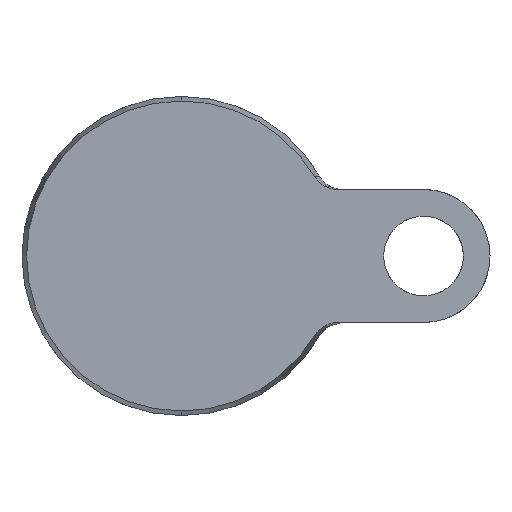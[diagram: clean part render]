
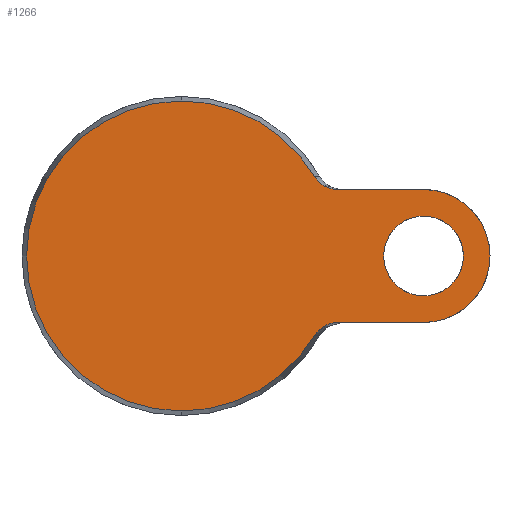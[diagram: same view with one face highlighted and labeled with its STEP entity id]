
A CAD part, front view. The second image highlights one B-rep face of the part: STEP entity #1266.
In plain terms, the highlighted planar face has unit normal (0, -1, 0).
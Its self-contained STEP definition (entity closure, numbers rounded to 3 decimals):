
#33 = DIRECTION ( 'NONE',  ( 0., 0., 1. ) ) ;
#38 = ORIENTED_EDGE ( 'NONE', *, *, #916, .T. ) ;
#47 = VECTOR ( 'NONE', #475, 1000. ) ;
#49 = DIRECTION ( 'NONE',  ( 0., 0., -1. ) ) ;
#52 = ORIENTED_EDGE ( 'NONE', *, *, #239, .T. ) ;
#57 = DIRECTION ( 'NONE',  ( 0., -1., 0. ) ) ;
#62 = VERTEX_POINT ( 'NONE', #935 ) ;
#70 = AXIS2_PLACEMENT_3D ( 'NONE', #1021, #57, #49 ) ;
#75 = CARTESIAN_POINT ( 'NONE',  ( 26.146, 0., -13.64 ) ) ;
#83 = LINE ( 'NONE', #1019, #247 ) ;
#95 = EDGE_CURVE ( 'NONE', #839, #62, #1342, .T. ) ;
#96 = CARTESIAN_POINT ( 'NONE',  ( 45.5, 0., 0. ) ) ;
#104 = CARTESIAN_POINT ( 'NONE',  ( 25.507, 0., 14.24 ) ) ;
#141 = CIRCLE ( 'NONE', #70, 29.143 ) ;
#164 = LINE ( 'NONE', #905, #47 ) ;
#182 = CIRCLE ( 'NONE', #553, 29.143 ) ;
#185 = CARTESIAN_POINT ( 'NONE',  ( 28.503, 0., -12.556 ) ) ;
#190 = VERTEX_POINT ( 'NONE', #1237 ) ;
#200 = DIRECTION ( 'NONE',  ( 0., 0., 1. ) ) ;
#206 = CARTESIAN_POINT ( 'NONE',  ( 28.502, 0., 12.556 ) ) ;
#212 = CARTESIAN_POINT ( 'NONE',  ( 26.495, 0., 13.38 ) ) ;
#224 = CIRCLE ( 'NONE', #1318, 29.143 ) ;
#230 = CARTESIAN_POINT ( 'NONE',  ( -29.143, 0., 0. ) ) ;
#233 = ORIENTED_EDGE ( 'NONE', *, *, #282, .T. ) ;
#238 = VERTEX_POINT ( 'NONE', #726 ) ;
#239 = EDGE_CURVE ( 'NONE', #190, #897, #857, .T. ) ;
#240 = EDGE_CURVE ( 'NONE', #457, #1309, #684, .T. ) ;
#247 = VECTOR ( 'NONE', #1220, 1000. ) ;
#282 = EDGE_CURVE ( 'NONE', #897, #1289, #182, .T. ) ;
#285 = CARTESIAN_POINT ( 'NONE',  ( 25.237, 0., -14.58 ) ) ;
#325 = CARTESIAN_POINT ( 'NONE',  ( 45.5, 0., 0. ) ) ;
#362 = ORIENTED_EDGE ( 'NONE', *, *, #438, .T. ) ;
#366 = CARTESIAN_POINT ( 'NONE',  ( 0., 0., 0. ) ) ;
#385 = EDGE_CURVE ( 'NONE', #190, #457, #164, .T. ) ;
#392 = DIRECTION ( 'NONE',  ( 0., 1., 0. ) ) ;
#436 = CARTESIAN_POINT ( 'NONE',  ( 26.144, 0., 13.642 ) ) ;
#438 = EDGE_CURVE ( 'NONE', #1289, #947, #224, .T. ) ;
#441 = CARTESIAN_POINT ( 'NONE',  ( 0., 0., 29.143 ) ) ;
#443 = CARTESIAN_POINT ( 'NONE',  ( 28.933, 0., 12.5 ) ) ;
#457 = VERTEX_POINT ( 'NONE', #989 ) ;
#475 = DIRECTION ( 'NONE',  ( 1., 0., 0. ) ) ;
#526 = CARTESIAN_POINT ( 'NONE',  ( 25.976, 0., 13.785 ) ) ;
#528 = DIRECTION ( 'NONE',  ( 0., 1., 0. ) ) ;
#541 = FACE_BOUND ( 'NONE', #716, .T. ) ;
#553 = AXIS2_PLACEMENT_3D ( 'NONE', #1056, #1171, #643 ) ;
#554 = DIRECTION ( 'NONE',  ( 0., -1., 0. ) ) ;
#573 = EDGE_CURVE ( 'NONE', #1309, #238, #83, .T. ) ;
#587 = CARTESIAN_POINT ( 'NONE',  ( 27.255, 0., -12.953 ) ) ;
#593 = CARTESIAN_POINT ( 'NONE',  ( 27.662, 0., -12.789 ) ) ;
#599 = DIRECTION ( 'NONE',  ( 0., 0., 1. ) ) ;
#625 = CARTESIAN_POINT ( 'NONE',  ( 27.869, 0., 12.721 ) ) ;
#628 = EDGE_LOOP ( 'NONE', ( #1357, #52, #233, #362, #785, #38, #675, #1279 ) ) ;
#635 = CARTESIAN_POINT ( 'NONE',  ( 27.253, 0., 12.954 ) ) ;
#643 = DIRECTION ( 'NONE',  ( 0., 0., -1. ) ) ;
#675 = ORIENTED_EDGE ( 'NONE', *, *, #573, .F. ) ;
#680 = EDGE_CURVE ( 'NONE', #62, #839, #999, .T. ) ;
#683 = CARTESIAN_POINT ( 'NONE',  ( 26.497, 0., -13.379 ) ) ;
#684 = CIRCLE ( 'NONE', #1094, 12.5 ) ;
#703 = CARTESIAN_POINT ( 'NONE',  ( 26.862, 0., -13.142 ) ) ;
#716 = EDGE_LOOP ( 'NONE', ( #808, #856 ) ) ;
#726 = CARTESIAN_POINT ( 'NONE',  ( 29.374, 0., -12.5 ) ) ;
#785 = ORIENTED_EDGE ( 'NONE', *, *, #1333, .T. ) ;
#805 = CARTESIAN_POINT ( 'NONE',  ( 25.011, 0., -14.959 ) ) ;
#808 = ORIENTED_EDGE ( 'NONE', *, *, #95, .T. ) ;
#839 = VERTEX_POINT ( 'NONE', #881 ) ;
#854 = CARTESIAN_POINT ( 'NONE',  ( 45.5, 0., 0. ) ) ;
#856 = ORIENTED_EDGE ( 'NONE', *, *, #680, .T. ) ;
#857 = B_SPLINE_CURVE_WITH_KNOTS ( 'NONE', 3,
 ( #1154, #443, #206, #625, #1164, #635, #1080, #1064, #212, #436, #526, #104, #974, #872 ),
 .UNSPECIFIED., .F., .F.,
 ( 4, 2, 2, 2, 2, 2, 4 ),
 ( 0., 0.001, 0.002, 0.003, 0.003, 0.004, 0.005 ),
 .UNSPECIFIED. ) ;
#858 = CARTESIAN_POINT ( 'NONE',  ( 45.5, 0., -12.5 ) ) ;
#872 = CARTESIAN_POINT ( 'NONE',  ( 25.011, 0., 14.959 ) ) ;
#881 = CARTESIAN_POINT ( 'NONE',  ( 45.5, 0., -7.5 ) ) ;
#897 = VERTEX_POINT ( 'NONE', #1205 ) ;
#901 = CARTESIAN_POINT ( 'NONE',  ( 25.508, 0., -14.24 ) ) ;
#905 = CARTESIAN_POINT ( 'NONE',  ( 15., 0., 12.5 ) ) ;
#916 = EDGE_CURVE ( 'NONE', #1012, #238, #986, .T. ) ;
#935 = CARTESIAN_POINT ( 'NONE',  ( 45.5, 0., 7.5 ) ) ;
#947 = VERTEX_POINT ( 'NONE', #1035 ) ;
#961 = AXIS2_PLACEMENT_3D ( 'NONE', #854, #528, #200 ) ;
#974 = CARTESIAN_POINT ( 'NONE',  ( 25.237, 0., 14.58 ) ) ;
#979 = AXIS2_PLACEMENT_3D ( 'NONE', #96, #392, #599 ) ;
#985 = DIRECTION ( 'NONE',  ( 0., 0., -1. ) ) ;
#986 = B_SPLINE_CURVE_WITH_KNOTS ( 'NONE', 3,
 ( #1086, #285, #901, #1337, #75, #683, #703, #587, #593, #1137, #185, #1129, #1324 ),
 .UNSPECIFIED., .F., .F.,
 ( 4, 2, 2, 1, 2, 2, 4 ),
 ( 0., 0.001, 0.002, 0.003, 0.003, 0.004, 0.005 ),
 .UNSPECIFIED. ) ;
#989 = CARTESIAN_POINT ( 'NONE',  ( 45.5, 0., 12.5 ) ) ;
#999 = CIRCLE ( 'NONE', #961, 7.5 ) ;
#1012 = VERTEX_POINT ( 'NONE', #805 ) ;
#1019 = CARTESIAN_POINT ( 'NONE',  ( 15., 0., -12.5 ) ) ;
#1021 = CARTESIAN_POINT ( 'NONE',  ( 0., 0., 0. ) ) ;
#1035 = CARTESIAN_POINT ( 'NONE',  ( 0., 0., -29.143 ) ) ;
#1056 = CARTESIAN_POINT ( 'NONE',  ( 0., 0., 0. ) ) ;
#1064 = CARTESIAN_POINT ( 'NONE',  ( 26.678, 0., 13.261 ) ) ;
#1070 = DIRECTION ( 'NONE',  ( 0., 1., 0. ) ) ;
#1078 = AXIS2_PLACEMENT_3D ( 'NONE', #230, #1079, #33 ) ;
#1079 = DIRECTION ( 'NONE',  ( 0., 1., 0. ) ) ;
#1080 = CARTESIAN_POINT ( 'NONE',  ( 27.057, 0., 13.048 ) ) ;
#1086 = CARTESIAN_POINT ( 'NONE',  ( 25.011, 0., -14.959 ) ) ;
#1089 = FACE_OUTER_BOUND ( 'NONE', #628, .T. ) ;
#1094 = AXIS2_PLACEMENT_3D ( 'NONE', #325, #1070, #1185 ) ;
#1129 = CARTESIAN_POINT ( 'NONE',  ( 28.933, 0., -12.5 ) ) ;
#1137 = CARTESIAN_POINT ( 'NONE',  ( 27.871, 0., -12.72 ) ) ;
#1154 = CARTESIAN_POINT ( 'NONE',  ( 29.374, 0., 12.5 ) ) ;
#1164 = CARTESIAN_POINT ( 'NONE',  ( 27.659, 0., 12.79 ) ) ;
#1171 = DIRECTION ( 'NONE',  ( 0., -1., 0. ) ) ;
#1184 = PLANE ( 'NONE',  #1078 ) ;
#1185 = DIRECTION ( 'NONE',  ( 0., 0., -1. ) ) ;
#1205 = CARTESIAN_POINT ( 'NONE',  ( 25.011, 0., 14.959 ) ) ;
#1220 = DIRECTION ( 'NONE',  ( -1., 0., 0. ) ) ;
#1237 = CARTESIAN_POINT ( 'NONE',  ( 29.374, 0., 12.5 ) ) ;
#1266 = ADVANCED_FACE ( 'NONE', ( #1089, #541 ), #1184, .F. ) ;
#1279 = ORIENTED_EDGE ( 'NONE', *, *, #240, .F. ) ;
#1289 = VERTEX_POINT ( 'NONE', #441 ) ;
#1309 = VERTEX_POINT ( 'NONE', #858 ) ;
#1318 = AXIS2_PLACEMENT_3D ( 'NONE', #366, #554, #985 ) ;
#1324 = CARTESIAN_POINT ( 'NONE',  ( 29.374, 0., -12.5 ) ) ;
#1333 = EDGE_CURVE ( 'NONE', #947, #1012, #141, .T. ) ;
#1337 = CARTESIAN_POINT ( 'NONE',  ( 25.977, 0., -13.784 ) ) ;
#1342 = CIRCLE ( 'NONE', #979, 7.5 ) ;
#1357 = ORIENTED_EDGE ( 'NONE', *, *, #385, .F. ) ;
